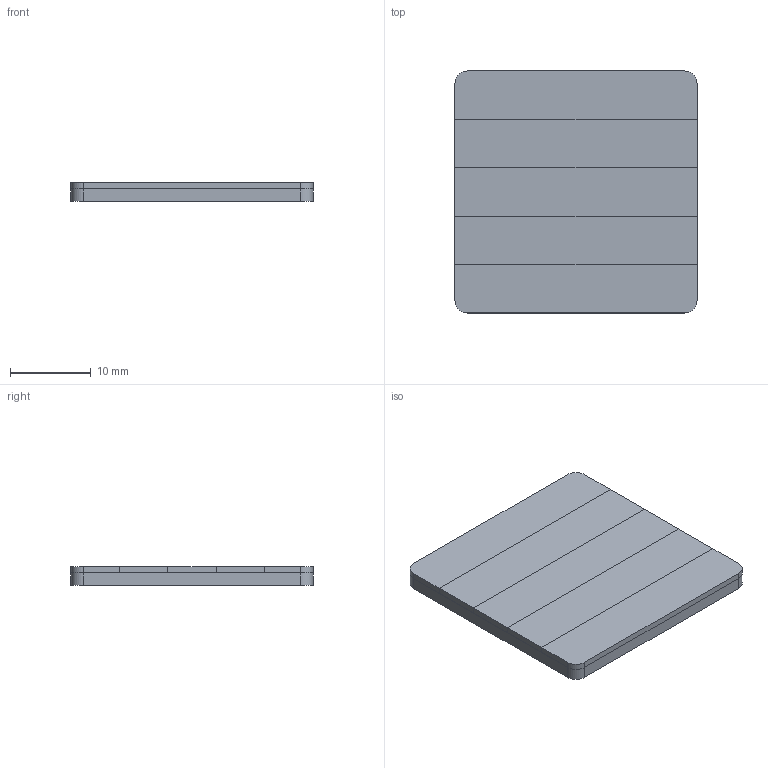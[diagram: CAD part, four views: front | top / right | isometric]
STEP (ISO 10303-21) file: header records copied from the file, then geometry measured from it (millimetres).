
FILE_DESCRIPTION(/* description */ (''),/* implementation_level */ '2;1');
FILE_NAME(/* name */ 'Face Plate 5 Stripes_1.stp',/* time_stamp */ '2025-04-10T00:58:57-04:00',/* author */ ('Ryan'),/* organization */ (''),/* preprocessor_version */ 'ST-DEVELOPER v20',/* originating_system */ 'Autodesk Inventor 2024',/* authorisation */ '');
FILE_SCHEMA (('AUTOMOTIVE_DESIGN { 1 0 10303 214 3 1 1 }'));
Length unit declared in the file: inch
Products named in the file (1): Face Plate Flag Template_1
Bounding box: 30 x 30 x 2.29 mm (x, y, z)
Volume: 2019.3 mm3; surface area: 4078.2 mm2
Topology: 6 solids, 6 shells, 56 faces, 120 edges, 80 vertices
Faces by surface type: plane 40, cylinder 12, cone 4
Full cylindrical faces by diameter (mm): 3.175 x4
Entity records: 1556 total; most frequent: DIRECTION 266, CARTESIAN_POINT 257, ORIENTED_EDGE 240, EDGE_CURVE 120, AXIS2_PLACEMENT_3D 89, LINE 88, VECTOR 88, VERTEX_POINT 80
